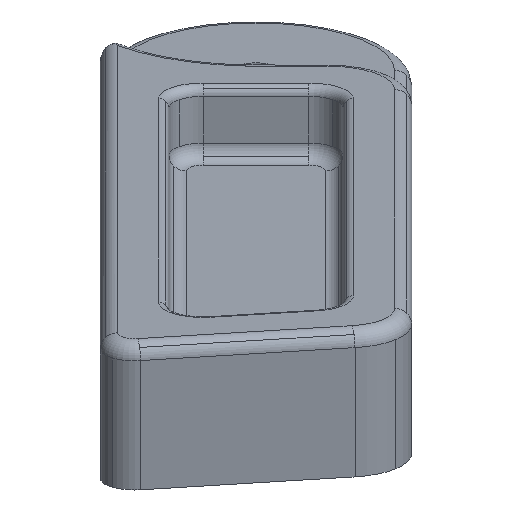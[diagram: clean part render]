
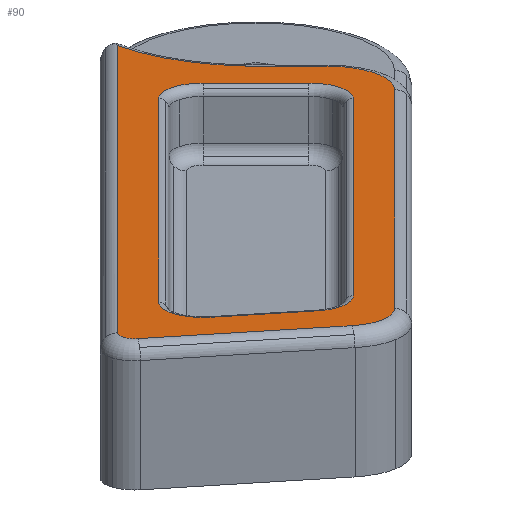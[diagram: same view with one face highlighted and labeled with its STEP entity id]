
A CAD part, front view. The second image highlights one B-rep face of the part: STEP entity #90.
In plain terms, the highlighted planar face has unit normal (0, -0.342, 0.94).
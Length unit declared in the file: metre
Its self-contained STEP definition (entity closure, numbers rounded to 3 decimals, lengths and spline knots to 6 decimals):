
#90=ADVANCED_FACE('0:65',(#210,#211),#212,.F.);
#210=FACE_BOUND('',#373,.T.);
#211=FACE_OUTER_BOUND('',#374,.T.);
#212=PLANE('',#375);
#373=EDGE_LOOP('',(#756,#757,#758,#759,#760,#761,#762,#763));
#374=EDGE_LOOP('',(#764,#765,#766,#767,#768,#769,#770,#771));
#375=AXIS2_PLACEMENT_3D('',#772,#773,#774);
#756=ORIENTED_EDGE('',*,*,#1234,.F.);
#757=ORIENTED_EDGE('',*,*,#1159,.F.);
#758=ORIENTED_EDGE('',*,*,#1235,.F.);
#759=ORIENTED_EDGE('',*,*,#1151,.F.);
#760=ORIENTED_EDGE('',*,*,#1236,.F.);
#761=ORIENTED_EDGE('',*,*,#1237,.F.);
#762=ORIENTED_EDGE('',*,*,#1238,.F.);
#763=ORIENTED_EDGE('',*,*,#1239,.F.);
#764=ORIENTED_EDGE('',*,*,#1200,.F.);
#765=ORIENTED_EDGE('',*,*,#1193,.F.);
#766=ORIENTED_EDGE('',*,*,#1211,.F.);
#767=ORIENTED_EDGE('',*,*,#1189,.F.);
#768=ORIENTED_EDGE('',*,*,#1216,.F.);
#769=ORIENTED_EDGE('',*,*,#1185,.F.);
#770=ORIENTED_EDGE('',*,*,#1221,.F.);
#771=ORIENTED_EDGE('',*,*,#1198,.F.);
#772=CARTESIAN_POINT('',(-0.020119,-0.027719,-0.015561));
#773=DIRECTION('',(0.,0.342,-0.94));
#774=DIRECTION('',(-1.0,0.,0.));
#1151=EDGE_CURVE('0:332',#1401,#1403,#1404,.T.);
#1159=EDGE_CURVE('0:326',#1417,#1419,#1420,.T.);
#1185=EDGE_CURVE('0:257',#1467,#1469,#1470,.T.);
#1189=EDGE_CURVE('0:239',#1475,#1477,#1478,.T.);
#1193=EDGE_CURVE('0:224',#1482,#1484,#1485,.T.);
#1198=EDGE_CURVE('0:209',#1492,#1494,#1495,.T.);
#1200=EDGE_CURVE('0:188',#1484,#1492,#1497,.T.);
#1211=EDGE_CURVE('0:230',#1477,#1482,#1513,.T.);
#1216=EDGE_CURVE('0:248',#1469,#1475,#1519,.T.);
#1221=EDGE_CURVE('0:266',#1494,#1467,#1524,.T.);
#1234=EDGE_CURVE('0:323',#1419,#1542,#1543,.T.);
#1235=EDGE_CURVE('0:329',#1403,#1417,#1544,.T.);
#1236=EDGE_CURVE('0:335',#1545,#1401,#1546,.T.);
#1237=EDGE_CURVE('0:338',#1547,#1545,#1548,.T.);
#1238=EDGE_CURVE('0:341',#1549,#1547,#1550,.T.);
#1239=EDGE_CURVE('0:344',#1542,#1549,#1551,.T.);
#1401=VERTEX_POINT('',#1774);
#1403=VERTEX_POINT('',#1776);
#1404=LINE('',#1777,#1778);
#1417=VERTEX_POINT('',#1794);
#1419=VERTEX_POINT('',#1796);
#1420=LINE('',#1797,#1798);
#1467=VERTEX_POINT('',#1927);
#1469=VERTEX_POINT('',#1929);
#1470=LINE('',#1930,#1931);
#1475=VERTEX_POINT('',#1937);
#1477=VERTEX_POINT('',#1939);
#1478=LINE('',#1940,#1941);
#1482=VERTEX_POINT('',#1946);
#1484=VERTEX_POINT('',#1948);
#1485=LINE('',#1949,#1950);
#1492=VERTEX_POINT('',#1963);
#1494=VERTEX_POINT('',#1980);
#1495=LINE('',#1981,#1982);
#1497=CIRCLE('',#1984,0.011145);
#1513=CIRCLE('',#2067,0.001);
#1519=CIRCLE('',#2074,0.003);
#1524=CIRCLE('',#2080,0.004);
#1542=VERTEX_POINT('',#2107);
#1543=CIRCLE('',#2108,0.0026);
#1544=CIRCLE('',#2109,0.0026);
#1545=VERTEX_POINT('',#2110);
#1546=CIRCLE('',#2111,0.0026);
#1547=VERTEX_POINT('',#2112);
#1548=LINE('',#2113,#2114);
#1549=VERTEX_POINT('',#2115);
#1550=CIRCLE('',#2116,0.0026);
#1551=LINE('',#2117,#2118);
#1774=CARTESIAN_POINT('',(-0.049846,-0.013272,-0.010303));
#1776=CARTESIAN_POINT('',(-0.049846,-0.045839,-0.022156));
#1777=CARTESIAN_POINT('',(-0.049846,-0.029945,-0.016371));
#1778=VECTOR('',#2306,1.0);
#1794=CARTESIAN_POINT('',(-0.046795,-0.048245,-0.023032));
#1796=CARTESIAN_POINT('',(-0.040667,-0.04723,-0.022662));
#1797=CARTESIAN_POINT('',(-0.031154,-0.045653,-0.022089));
#1798=VECTOR('',#2322,1.0);
#1927=CARTESIAN_POINT('',(-0.036119,-0.011862,-0.00979));
#1929=CARTESIAN_POINT('',(-0.036119,-0.04682,-0.022513));
#1930=CARTESIAN_POINT('',(-0.036119,-0.027719,-0.015561));
#1931=VECTOR('',#2361,1.0);
#1937=CARTESIAN_POINT('',(-0.038598,-0.049597,-0.023524));
#1939=CARTESIAN_POINT('',(-0.051073,-0.051664,-0.024276));
#1940=CARTESIAN_POINT('',(-0.030701,-0.048288,-0.023048));
#1941=VECTOR('',#2369,1.);
#1946=CARTESIAN_POINT('',(-0.052246,-0.050738,-0.023939));
#1948=CARTESIAN_POINT('',(-0.052246,-0.004815,-0.007225));
#1949=CARTESIAN_POINT('',(-0.052246,-0.027719,-0.015561));
#1950=VECTOR('',#2377,1.0);
#1963=CARTESIAN_POINT('',(-0.044778,-0.008104,-0.008422));
#1980=CARTESIAN_POINT('',(-0.040119,-0.008104,-0.008422));
#1981=CARTESIAN_POINT('',(-0.031901,-0.008104,-0.008422));
#1982=VECTOR('',#2382,1.0);
#1984=AXIS2_PLACEMENT_3D('',#2386,#2387,#2388);
#2067=AXIS2_PLACEMENT_3D('',#2403,#2404,#2405);
#2074=AXIS2_PLACEMENT_3D('',#2416,#2417,#2418);
#2080=AXIS2_PLACEMENT_3D('',#2429,#2430,#2431);
#2107=CARTESIAN_POINT('',(-0.038519,-0.044824,-0.021787));
#2108=AXIS2_PLACEMENT_3D('',#2450,#2451,#2452);
#2109=AXIS2_PLACEMENT_3D('',#2453,#2454,#2455);
#2110=CARTESIAN_POINT('',(-0.047246,-0.010829,-0.009414));
#2111=AXIS2_PLACEMENT_3D('',#2456,#2457,#2458);
#2112=CARTESIAN_POINT('',(-0.041119,-0.010829,-0.009414));
#2113=CARTESIAN_POINT('',(-0.032151,-0.010829,-0.009414));
#2114=VECTOR('',#2459,1.0);
#2115=CARTESIAN_POINT('',(-0.038519,-0.013272,-0.010303));
#2116=AXIS2_PLACEMENT_3D('',#2460,#2461,#2462);
#2117=CARTESIAN_POINT('',(-0.038519,-0.029484,-0.016203));
#2118=VECTOR('',#2463,1.0);
#2306=DIRECTION('',(0.,-0.94,-0.342));
#2322=DIRECTION('',(0.985,0.163,0.059));
#2361=DIRECTION('',(0.,-0.94,-0.342));
#2369=DIRECTION('',(-0.985,-0.163,-0.059));
#2377=DIRECTION('',(0.,0.94,0.342));
#2382=DIRECTION('',(1.0,0.,0.));
#2386=CARTESIAN_POINT('',(-0.044119,0.002351,-0.004617));
#2387=DIRECTION('',(0.,-0.342,0.94));
#2388=DIRECTION('',(-0.391,-0.865,-0.315));
#2403=CARTESIAN_POINT('',(-0.051246,-0.050738,-0.023939));
#2404=DIRECTION('',(0.,0.342,-0.94));
#2405=DIRECTION('',(-0.643,-0.72,-0.262));
#2416=CARTESIAN_POINT('',(-0.039119,-0.04682,-0.022513));
#2417=DIRECTION('',(0.,0.342,-0.94));
#2418=DIRECTION('',(0.766,-0.604,-0.22));
#2429=CARTESIAN_POINT('',(-0.040119,-0.011862,-0.00979));
#2430=DIRECTION('',(0.,0.342,-0.94));
#2431=DIRECTION('',(0.707,0.664,0.242));
#2450=CARTESIAN_POINT('',(-0.041119,-0.044824,-0.021787));
#2451=DIRECTION('',(0.,-0.342,0.94));
#2452=DIRECTION('',(0.766,-0.604,-0.22));
#2453=CARTESIAN_POINT('',(-0.047246,-0.045839,-0.022156));
#2454=DIRECTION('',(0.,-0.342,0.94));
#2455=DIRECTION('',(-0.643,-0.72,-0.262));
#2456=CARTESIAN_POINT('',(-0.047246,-0.013272,-0.010303));
#2457=DIRECTION('',(0.,-0.342,0.94));
#2458=DIRECTION('',(-0.707,0.664,0.242));
#2459=DIRECTION('',(-1.0,0.,0.));
#2460=CARTESIAN_POINT('',(-0.041119,-0.013272,-0.010303));
#2461=DIRECTION('',(0.,-0.342,0.94));
#2462=DIRECTION('',(0.707,0.664,0.242));
#2463=DIRECTION('',(0.,0.94,0.342));
